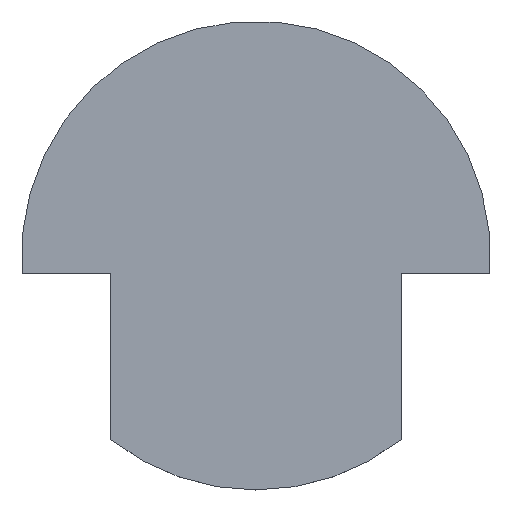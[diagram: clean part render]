
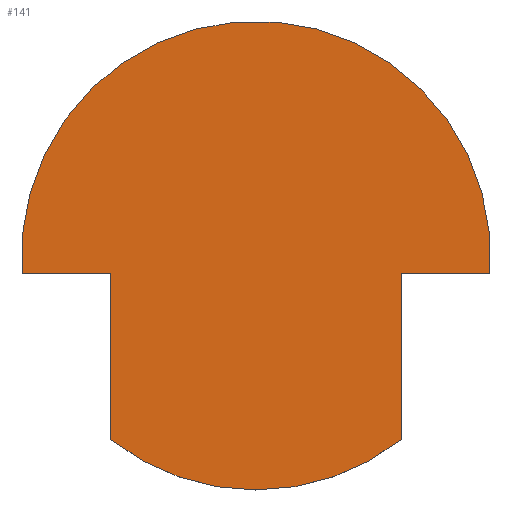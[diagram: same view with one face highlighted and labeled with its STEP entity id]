
A CAD part, top view. The second image highlights one B-rep face of the part: STEP entity #141.
In plain terms, the highlighted planar face has unit normal (0, 0, 1).
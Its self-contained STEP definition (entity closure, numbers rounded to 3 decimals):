
#16=CIRCLE('',#163,64.524);
#17=CIRCLE('',#165,64.524);
#25=FACE_OUTER_BOUND('',#33,.T.);
#33=EDGE_LOOP('',(#111,#112,#113,#114,#115,#116));
#37=LINE('',#215,#51);
#41=LINE('',#223,#55);
#46=LINE('',#241,#60);
#47=LINE('',#242,#61);
#51=VECTOR('',#175,10.);
#55=VECTOR('',#181,10.);
#60=VECTOR('',#200,10.);
#61=VECTOR('',#201,10.);
#65=VERTEX_POINT('',#213);
#66=VERTEX_POINT('',#214);
#69=VERTEX_POINT('',#222);
#72=VERTEX_POINT('',#230);
#73=VERTEX_POINT('',#234);
#75=VERTEX_POINT('',#240);
#77=EDGE_CURVE('',#65,#66,#37,.T.);
#81=EDGE_CURVE('',#69,#65,#41,.T.);
#86=EDGE_CURVE('',#66,#72,#16,.T.);
#87=EDGE_CURVE('',#73,#69,#17,.T.);
#90=EDGE_CURVE('',#72,#75,#46,.T.);
#91=EDGE_CURVE('',#75,#73,#47,.T.);
#111=ORIENTED_EDGE('',*,*,#81,.T.);
#112=ORIENTED_EDGE('',*,*,#77,.T.);
#113=ORIENTED_EDGE('',*,*,#86,.T.);
#114=ORIENTED_EDGE('',*,*,#90,.T.);
#115=ORIENTED_EDGE('',*,*,#91,.T.);
#116=ORIENTED_EDGE('',*,*,#87,.T.);
#133=PLANE('',#167);
#141=ADVANCED_FACE('',(#25),#133,.T.);
#163=AXIS2_PLACEMENT_3D('',#232,#189,#190);
#165=AXIS2_PLACEMENT_3D('',#235,#193,#194);
#167=AXIS2_PLACEMENT_3D('',#239,#198,#199);
#175=DIRECTION('',(1.,0.,0.));
#181=DIRECTION('',(0.,1.,0.));
#189=DIRECTION('center_axis',(0.,0.,1.));
#190=DIRECTION('ref_axis',(1.,0.,0.));
#193=DIRECTION('center_axis',(0.,0.,1.));
#194=DIRECTION('ref_axis',(1.,0.,0.));
#198=DIRECTION('center_axis',(0.,0.,1.));
#199=DIRECTION('ref_axis',(1.,0.,0.));
#200=DIRECTION('',(1.,0.,0.));
#201=DIRECTION('',(0.,-1.,0.));
#213=CARTESIAN_POINT('',(40.,-4.908,5.));
#214=CARTESIAN_POINT('',(64.337,-4.908,5.));
#215=CARTESIAN_POINT('',(20.,-4.908,5.));
#222=CARTESIAN_POINT('',(40.,-50.63,5.));
#223=CARTESIAN_POINT('',(40.,-25.315,5.));
#230=CARTESIAN_POINT('',(-64.329,-5.011,5.));
#232=CARTESIAN_POINT('Origin',(0.,0.,5.));
#234=CARTESIAN_POINT('',(-40.,-50.63,5.));
#235=CARTESIAN_POINT('Origin',(0.,0.,5.));
#239=CARTESIAN_POINT('Origin',(0.,0.,5.));
#240=CARTESIAN_POINT('',(-40.,-5.011,5.));
#241=CARTESIAN_POINT('',(-32.165,-5.011,5.));
#242=CARTESIAN_POINT('',(-40.,-2.506,5.));
